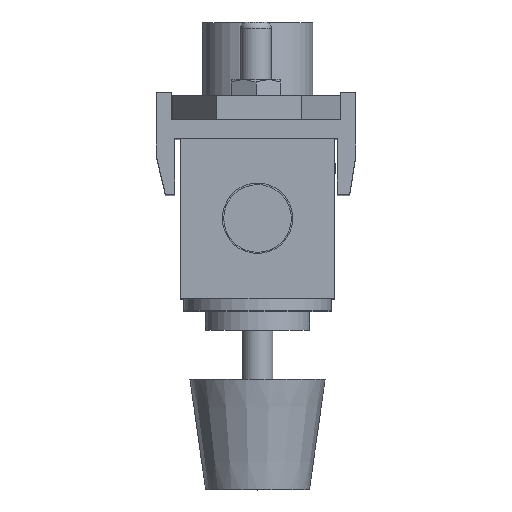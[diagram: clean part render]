
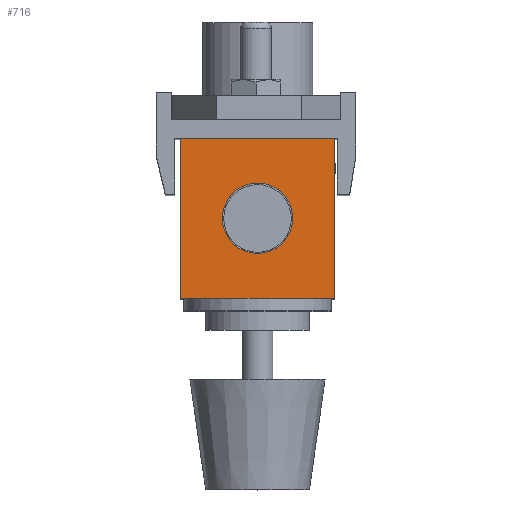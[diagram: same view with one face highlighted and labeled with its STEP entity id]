
A CAD part, top view. The second image highlights one B-rep face of the part: STEP entity #716.
In plain terms, the highlighted face is planar.
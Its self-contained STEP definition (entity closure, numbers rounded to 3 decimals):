
#716 = ADVANCED_FACE( '', ( #1357, #1358 ), #1359, .F. );
#1357 = FACE_BOUND( '', #2011, .T. );
#1358 = FACE_OUTER_BOUND( '', #2012, .T. );
#1359 = PLANE( '', #2013 );
#2011 = EDGE_LOOP( '', ( #3096 ) );
#2012 = EDGE_LOOP( '', ( #3097, #3098, #3099, #3100 ) );
#2013 = AXIS2_PLACEMENT_3D( '', #3101, #3102, #3103 );
#3096 = ORIENTED_EDGE( '', *, *, #4034, .T. );
#3097 = ORIENTED_EDGE( '', *, *, #4035, .T. );
#3098 = ORIENTED_EDGE( '', *, *, #3742, .F. );
#3099 = ORIENTED_EDGE( '', *, *, #3938, .F. );
#3100 = ORIENTED_EDGE( '', *, *, #3851, .T. );
#3101 = CARTESIAN_POINT( '', ( 0., 0., 26. ) );
#3102 = DIRECTION( '', ( 0., 1., 0. ) );
#3103 = DIRECTION( '', ( 0., 0., 1. ) );
#3742 = EDGE_CURVE( '', #4314, #4309, #4316, .T. );
#3851 = EDGE_CURVE( '', #4493, #4491, #4494, .T. );
#3938 = EDGE_CURVE( '', #4493, #4314, #4624, .T. );
#4034 = EDGE_CURVE( '', #4757, #4757, #4758, .T. );
#4035 = EDGE_CURVE( '', #4491, #4309, #4759, .T. );
#4309 = VERTEX_POINT( '', #5107 );
#4314 = VERTEX_POINT( '', #5114 );
#4316 = LINE( '', #5117, #5118 );
#4491 = VERTEX_POINT( '', #5410 );
#4493 = VERTEX_POINT( '', #5413 );
#4494 = LINE( '', #5414, #5415 );
#4624 = LINE( '', #5590, #5591 );
#4757 = VERTEX_POINT( '', #5768 );
#4758 = CIRCLE( '', #5769, 5.723 );
#4759 = LINE( '', #5770, #5771 );
#5107 = CARTESIAN_POINT( '', ( 25., 0., 0. ) );
#5114 = CARTESIAN_POINT( '', ( 25., 0., 26. ) );
#5117 = CARTESIAN_POINT( '', ( 25., 0., 26. ) );
#5118 = VECTOR( '', #6113, 1000. );
#5410 = CARTESIAN_POINT( '', ( 0., 0., 0. ) );
#5413 = CARTESIAN_POINT( '', ( 0., 0., 26. ) );
#5414 = CARTESIAN_POINT( '', ( 0., 0., 26. ) );
#5415 = VECTOR( '', #6255, 1000. );
#5590 = CARTESIAN_POINT( '', ( 0., 0., 26. ) );
#5591 = VECTOR( '', #6366, 1000. );
#5768 = CARTESIAN_POINT( '', ( 12.5, 0., 7.278 ) );
#5769 = AXIS2_PLACEMENT_3D( '', #6480, #6481, #6482 );
#5770 = CARTESIAN_POINT( '', ( 0., 0., 0. ) );
#5771 = VECTOR( '', #6483, 1000. );
#6113 = DIRECTION( '', ( 0., 0., -1. ) );
#6255 = DIRECTION( '', ( 0., 0., -1. ) );
#6366 = DIRECTION( '', ( 1., 0., 0. ) );
#6480 = CARTESIAN_POINT( '', ( 12.5, 0., 13. ) );
#6481 = DIRECTION( '', ( 0., 1., 0. ) );
#6482 = DIRECTION( '', ( 0., 0., -1. ) );
#6483 = DIRECTION( '', ( 1., 0., 0. ) );
